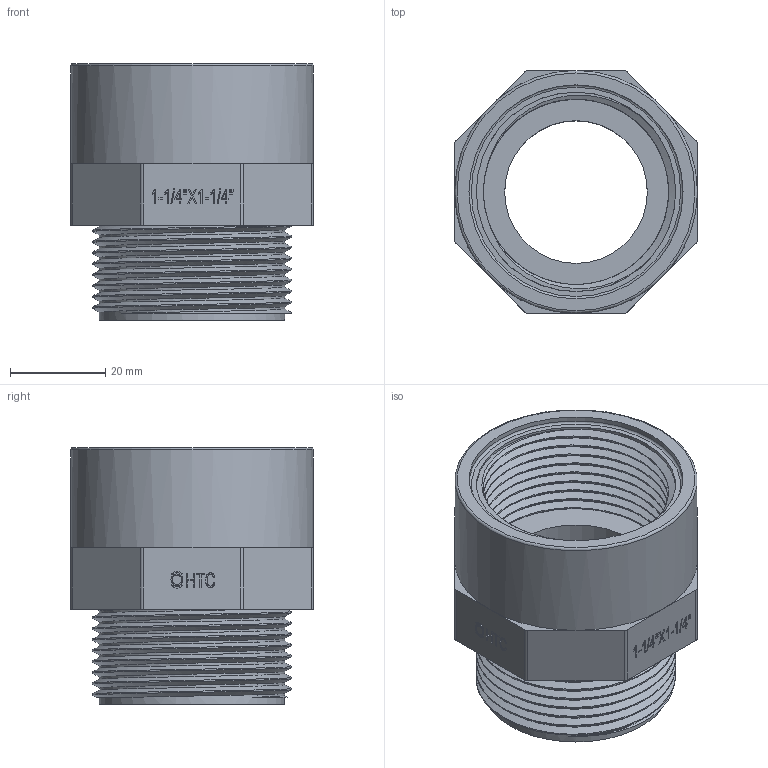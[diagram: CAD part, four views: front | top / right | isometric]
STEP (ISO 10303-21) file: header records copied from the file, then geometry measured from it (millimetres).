
FILE_DESCRIPTION(/* description */ (''),/* implementation_level */ '2;1');
FILE_NAME(/* name */ 'Z1A040040.stp',/* time_stamp */ '2025-05-15T16:14:42+08:00',/* author */ (''),/* organization */ (''),/* preprocessor_version */ 'ST-DEVELOPER v16.7',/* originating_system */ 'SIEMENS PLM Software NX 12.0',/* authorisation */ '');
FILE_SCHEMA (('AUTOMOTIVE_DESIGN { 1 0 10303 214 3 1 1 1 }'));
Length unit declared in the file: millimetre
Products named in the file (1): Admi0674FAD7a5dh
Bounding box: 51 x 51 x 54 mm (x, y, z)
Volume: 44399.9 mm3; surface area: 20691.7 mm2
Topology: 1 solids, 1 shells, 357 faces, 939 edges, 623 vertices
Faces by surface type: plane 225, extrusion 88, cylinder 38, bspline 4, torus 2
Full cylindrical faces by diameter (mm): 2 x1, 2.5 x1, 30 x1, 38.952 x9, 41.91 x9, 45 x1, 51 x1
Entity records: 15666 total; most frequent: CARTESIAN_POINT 8303, ORIENTED_EDGE 1750, DIRECTION 998, EDGE_CURVE 875, B_SPLINE_CURVE_WITH_KNOTS 604, VERTEX_POINT 585, VECTOR 394, EDGE_LOOP 390
